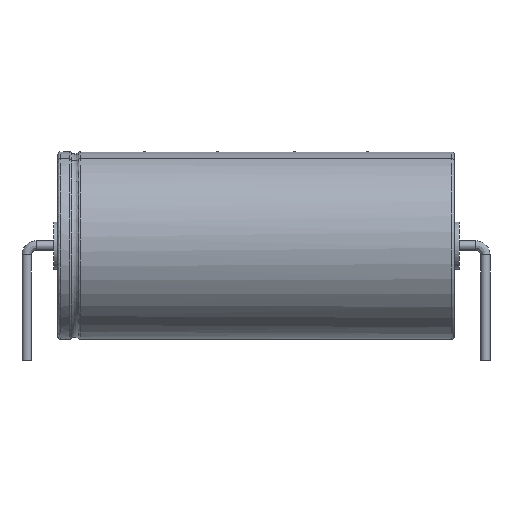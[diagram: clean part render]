
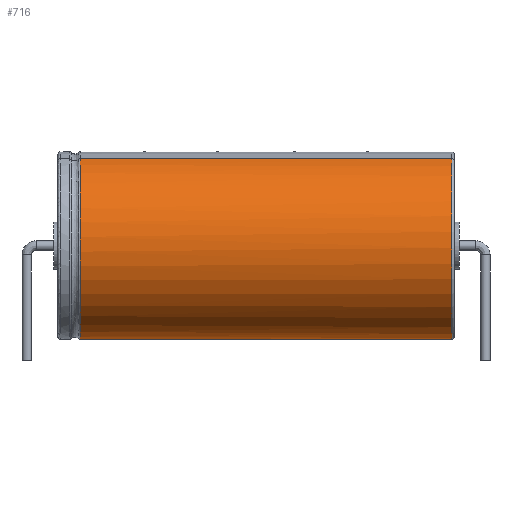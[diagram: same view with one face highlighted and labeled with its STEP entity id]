
A CAD part, front view. The second image highlights one B-rep face of the part: STEP entity #716.
In plain terms, the highlighted cylindrical face has radius 9 mm (diameter 18 mm), a partial arc.
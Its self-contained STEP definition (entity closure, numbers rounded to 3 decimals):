
#165=DIRECTION('',(-1.,0.,0.));
#179=DIRECTION('',(0.,0.383,0.924));
#282=VECTOR('',#283,1.);
#283=DIRECTION('',(1.,0.,0.));
#584=VERTEX_POINT('',#585);
#585=CARTESIAN_POINT('',(-16.865,3.444,17.315));
#593=ORIENTED_EDGE('',*,*,#594,.T.);
#594=EDGE_CURVE('',#584,#595,#597,.T.);
#595=VERTEX_POINT('',#596);
#596=CARTESIAN_POINT('',(-16.865,-3.444,17.315));
#597=B_SPLINE_CURVE_WITH_KNOTS('',12,(#598,#599,#600,#601,#602,#603,#604,#605,#606,#607,#608,#609,#610,#611,#612,#613,#614,#615,#616,#617,#618,#619,#620,#621,#622,#623,#624,#625,#626,#627,#628,#629,#630,#631,#632),.UNSPECIFIED.,.F.,.F.,(13,11,11,13),(-2.108,0.,49.48,51.588),.UNSPECIFIED.);
#598=CARTESIAN_POINT('',(-16.865,1.496,18.122));
#599=CARTESIAN_POINT('',(-16.865,1.66,18.054));
#600=CARTESIAN_POINT('',(-16.865,1.823,17.986));
#601=CARTESIAN_POINT('',(-16.865,1.986,17.919));
#602=CARTESIAN_POINT('',(-16.865,2.149,17.851));
#603=CARTESIAN_POINT('',(-16.865,2.312,17.784));
#604=CARTESIAN_POINT('',(-16.865,2.474,17.717));
#605=CARTESIAN_POINT('',(-16.865,2.636,17.65));
#606=CARTESIAN_POINT('',(-16.865,2.798,17.582));
#607=CARTESIAN_POINT('',(-16.865,2.96,17.515));
#608=CARTESIAN_POINT('',(-16.865,3.122,17.449));
#609=CARTESIAN_POINT('',(-16.865,3.283,17.382));
#610=CARTESIAN_POINT('',(-16.865,7.227,15.748));
#611=CARTESIAN_POINT('',(-16.865,10.29,12.278));
#612=CARTESIAN_POINT('',(-16.865,11.504,7.27));
#613=CARTESIAN_POINT('',(-16.865,9.925,1.9));
#614=CARTESIAN_POINT('',(-16.865,5.986,-2.098));
#615=CARTESIAN_POINT('',(-16.865,0.,-4.102));
#616=CARTESIAN_POINT('',(-16.865,-5.986,-2.098));
#617=CARTESIAN_POINT('',(-16.865,-9.925,1.9));
#618=CARTESIAN_POINT('',(-16.865,-11.504,7.27));
#619=CARTESIAN_POINT('',(-16.865,-10.29,12.278));
#620=CARTESIAN_POINT('',(-16.865,-7.227,15.748));
#621=CARTESIAN_POINT('',(-16.865,-3.283,17.382));
#622=CARTESIAN_POINT('',(-16.865,-3.122,17.449));
#623=CARTESIAN_POINT('',(-16.865,-2.96,17.515));
#624=CARTESIAN_POINT('',(-16.865,-2.798,17.582));
#625=CARTESIAN_POINT('',(-16.865,-2.636,17.65));
#626=CARTESIAN_POINT('',(-16.865,-2.474,17.717));
#627=CARTESIAN_POINT('',(-16.865,-2.312,17.784));
#628=CARTESIAN_POINT('',(-16.865,-2.149,17.851));
#629=CARTESIAN_POINT('',(-16.865,-1.986,17.919));
#630=CARTESIAN_POINT('',(-16.865,-1.823,17.986));
#631=CARTESIAN_POINT('',(-16.865,-1.66,18.054));
#632=CARTESIAN_POINT('',(-16.865,-1.496,18.122));
#716=ADVANCED_FACE('',(#717),#736,.T.);
#717=FACE_BOUND('',#718,.F.);
#718=EDGE_LOOP('',(#719,#593,#725,#731));
#719=ORIENTED_EDGE('',*,*,#720,.F.);
#720=EDGE_CURVE('',#584,#721,#723,.T.);
#721=VERTEX_POINT('',#722);
#722=CARTESIAN_POINT('',(18.8,3.444,17.315));
#723=LINE('',#724,#282);
#724=CARTESIAN_POINT('',(-17.,3.444,17.315));
#725=ORIENTED_EDGE('',*,*,#726,.T.);
#726=EDGE_CURVE('',#595,#727,#729,.T.);
#727=VERTEX_POINT('',#728);
#728=CARTESIAN_POINT('',(18.8,-3.444,17.315));
#729=LINE('',#730,#282);
#730=CARTESIAN_POINT('',(-17.,-3.444,17.315));
#731=ORIENTED_EDGE('',*,*,#732,.F.);
#732=EDGE_CURVE('',#721,#727,#733,.T.);
#733=CIRCLE('',#734,9.);
#734=AXIS2_PLACEMENT_3D('',#735,#165,#179);
#735=CARTESIAN_POINT('',(18.8,0.,9.));
#736=CYLINDRICAL_SURFACE('',#737,9.);
#737=AXIS2_PLACEMENT_3D('',#738,#283,#179);
#738=CARTESIAN_POINT('',(-17.,0.,9.));
